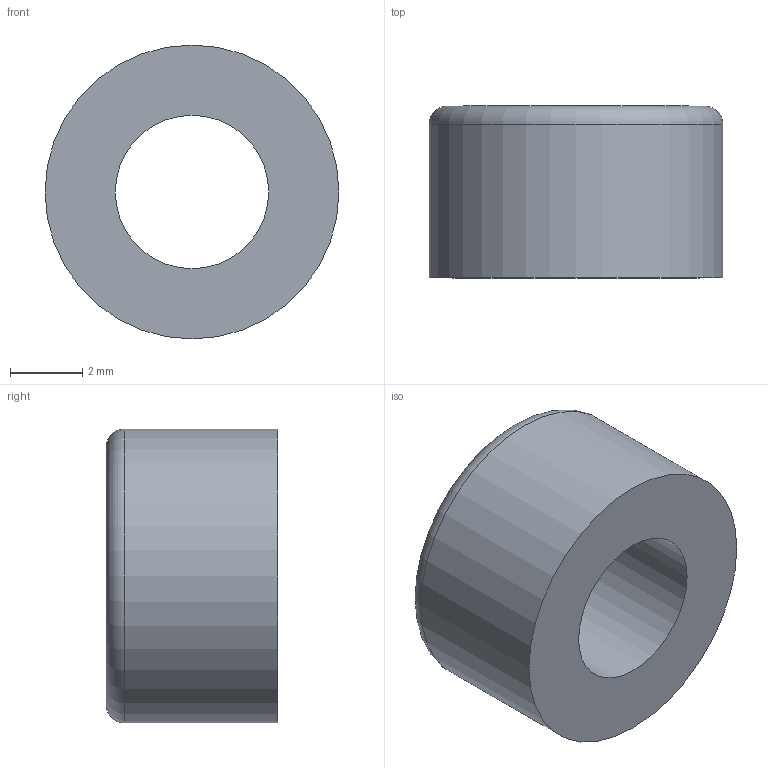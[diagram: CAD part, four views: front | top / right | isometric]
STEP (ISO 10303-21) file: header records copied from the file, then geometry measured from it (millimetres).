
FILE_DESCRIPTION(/* description */ (''),/* implementation_level */ '2;1');
FILE_NAME(/* name */ 'Spacer (Thin), 4.6mm_MIR.ipt.step',/* time_stamp */ '2020-04-16T23:26:26-04:00',/* author */ ('Jordan'),/* organization */ (''),/* preprocessor_version */ 'ST-DEVELOPER v17',/* originating_system */ 'Autodesk Inventor 2019',/* authorisation */ '');
FILE_SCHEMA (('AUTOMOTIVE_DESIGN { 1 0 10303 214 3 1 1 }'));
Length unit declared in the file: inch
Products named in the file (1): Spacer (Thin), 4.6mm_MIR
Bounding box: 8.13 x 4.75 x 8.13 mm (x, y, z)
Volume: 178 mm3; surface area: 254.4 mm2
Topology: 1 solids, 1 shells, 5 faces, 13 edges, 10 vertices
Faces by surface type: cylinder 2, plane 2, torus 1
Full cylindrical faces by diameter (mm): 4.242 x1, 8.128 x1
Entity records: 227 total; most frequent: DIRECTION 36, CARTESIAN_POINT 29, ORIENTED_EDGE 26, AXIS2_PLACEMENT_3D 17, EDGE_CURVE 13, CIRCLE 11, VERTEX_POINT 10, EDGE_LOOP 7
